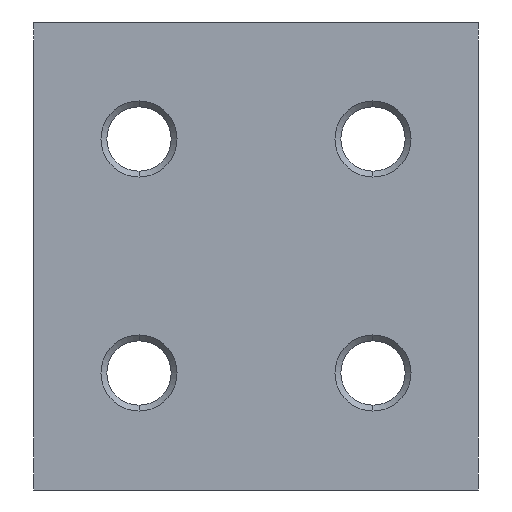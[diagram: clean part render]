
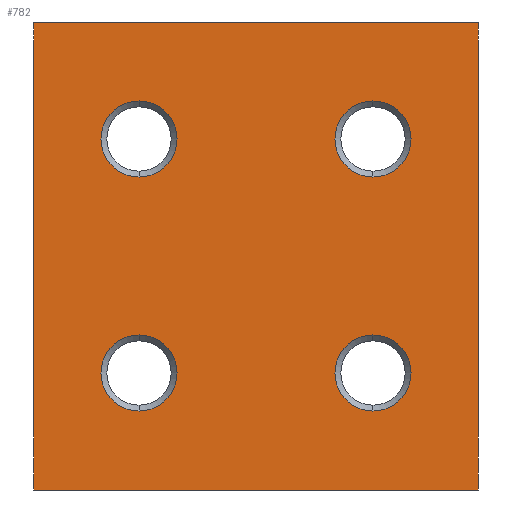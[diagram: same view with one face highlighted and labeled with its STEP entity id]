
A CAD part, front view. The second image highlights one B-rep face of the part: STEP entity #782.
In plain terms, the highlighted planar face has unit normal (0, -1, 0).
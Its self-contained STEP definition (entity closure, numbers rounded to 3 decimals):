
#111 = CARTESIAN_POINT ( 'NONE',  ( 29., 0., 30. ) ) ;
#115 = ORIENTED_EDGE ( 'NONE', *, *, #751, .F. ) ;
#119 = LINE ( 'NONE', #1380, #1537 ) ;
#144 = ORIENTED_EDGE ( 'NONE', *, *, #620, .T. ) ;
#154 = FACE_OUTER_BOUND ( 'NONE', #847, .T. ) ;
#158 = VERTEX_POINT ( 'NONE', #180 ) ;
#180 = CARTESIAN_POINT ( 'NONE',  ( 29., 0., 33.25 ) ) ;
#181 = EDGE_CURVE ( 'NONE', #1527, #409, #1166, .T. ) ;
#205 = DIRECTION ( 'NONE',  ( 0., 0., 1. ) ) ;
#228 = CIRCLE ( 'NONE', #851, 3.25 ) ;
#240 = CARTESIAN_POINT ( 'NONE',  ( 9., 0., 13.25 ) ) ;
#265 = AXIS2_PLACEMENT_3D ( 'NONE', #488, #880, #1293 ) ;
#279 = CARTESIAN_POINT ( 'NONE',  ( 38., 0., 40. ) ) ;
#289 = AXIS2_PLACEMENT_3D ( 'NONE', #1130, #1426, #466 ) ;
#307 = EDGE_CURVE ( 'NONE', #908, #1311, #1134, .T. ) ;
#342 = CARTESIAN_POINT ( 'NONE',  ( 38., 0., 40. ) ) ;
#396 = EDGE_LOOP ( 'NONE', ( #1760, #1318 ) ) ;
#400 = DIRECTION ( 'NONE',  ( 0., 1., 0. ) ) ;
#405 = CIRCLE ( 'NONE', #1619, 3.25 ) ;
#409 = VERTEX_POINT ( 'NONE', #679 ) ;
#410 = CARTESIAN_POINT ( 'NONE',  ( 29., 0., 10. ) ) ;
#437 = AXIS2_PLACEMENT_3D ( 'NONE', #111, #1592, #531 ) ;
#466 = DIRECTION ( 'NONE',  ( 0., 0., 1. ) ) ;
#473 = EDGE_CURVE ( 'NONE', #158, #1303, #1188, .T. ) ;
#488 = CARTESIAN_POINT ( 'NONE',  ( 9., 0., 10. ) ) ;
#531 = DIRECTION ( 'NONE',  ( 0., 0., 1. ) ) ;
#538 = DIRECTION ( 'NONE',  ( 0., 0., -1. ) ) ;
#568 = ORIENTED_EDGE ( 'NONE', *, *, #1731, .T. ) ;
#587 = ORIENTED_EDGE ( 'NONE', *, *, #181, .T. ) ;
#600 = AXIS2_PLACEMENT_3D ( 'NONE', #1351, #627, #635 ) ;
#620 = EDGE_CURVE ( 'NONE', #1303, #158, #1561, .T. ) ;
#627 = DIRECTION ( 'NONE',  ( 0., 1., 0. ) ) ;
#630 = AXIS2_PLACEMENT_3D ( 'NONE', #1104, #706, #1096 ) ;
#635 = DIRECTION ( 'NONE',  ( 0., 0., 1. ) ) ;
#666 = CARTESIAN_POINT ( 'NONE',  ( 38., 0., 0. ) ) ;
#677 = ORIENTED_EDGE ( 'NONE', *, *, #1523, .T. ) ;
#678 = PLANE ( 'NONE',  #769 ) ;
#679 = CARTESIAN_POINT ( 'NONE',  ( 0., 0., 0. ) ) ;
#701 = LINE ( 'NONE', #1262, #1073 ) ;
#706 = DIRECTION ( 'NONE',  ( 0., 1., 0. ) ) ;
#748 = CIRCLE ( 'NONE', #265, 3.25 ) ;
#751 = EDGE_CURVE ( 'NONE', #1259, #1210, #119, .T. ) ;
#757 = VERTEX_POINT ( 'NONE', #1498 ) ;
#769 = AXIS2_PLACEMENT_3D ( 'NONE', #279, #400, #1765 ) ;
#779 = ORIENTED_EDGE ( 'NONE', *, *, #1301, .T. ) ;
#782 = ADVANCED_FACE ( 'NONE', ( #1372, #818, #1113, #1348, #154 ), #678, .F. ) ;
#818 = FACE_BOUND ( 'NONE', #832, .T. ) ;
#827 = LINE ( 'NONE', #666, #1448 ) ;
#832 = EDGE_LOOP ( 'NONE', ( #951, #568 ) ) ;
#847 = EDGE_LOOP ( 'NONE', ( #587, #1371, #115, #779 ) ) ;
#851 = AXIS2_PLACEMENT_3D ( 'NONE', #410, #942, #1490 ) ;
#856 = EDGE_CURVE ( 'NONE', #757, #1037, #228, .T. ) ;
#880 = DIRECTION ( 'NONE',  ( 0., 1., 0. ) ) ;
#908 = VERTEX_POINT ( 'NONE', #1290 ) ;
#942 = DIRECTION ( 'NONE',  ( 0., 1., 0. ) ) ;
#951 = ORIENTED_EDGE ( 'NONE', *, *, #856, .T. ) ;
#968 = CIRCLE ( 'NONE', #1085, 3.25 ) ;
#1003 = DIRECTION ( 'NONE',  ( 0., 1., 0. ) ) ;
#1006 = DIRECTION ( 'NONE',  ( 0., 1., 0. ) ) ;
#1037 = VERTEX_POINT ( 'NONE', #1153 ) ;
#1059 = VERTEX_POINT ( 'NONE', #240 ) ;
#1073 = VECTOR ( 'NONE', #1528, 1000. ) ;
#1085 = AXIS2_PLACEMENT_3D ( 'NONE', #1148, #1006, #205 ) ;
#1096 = DIRECTION ( 'NONE',  ( 0., 0., 1. ) ) ;
#1104 = CARTESIAN_POINT ( 'NONE',  ( 9., 0., 10. ) ) ;
#1113 = FACE_BOUND ( 'NONE', #396, .T. ) ;
#1124 = CARTESIAN_POINT ( 'NONE',  ( 0., 0., 40. ) ) ;
#1130 = CARTESIAN_POINT ( 'NONE',  ( 29., 0., 30. ) ) ;
#1134 = CIRCLE ( 'NONE', #600, 3.25 ) ;
#1135 = CARTESIAN_POINT ( 'NONE',  ( 9., 0., 30. ) ) ;
#1148 = CARTESIAN_POINT ( 'NONE',  ( 29., 0., 10. ) ) ;
#1153 = CARTESIAN_POINT ( 'NONE',  ( 29., 0., 13.25 ) ) ;
#1166 = LINE ( 'NONE', #1484, #1275 ) ;
#1188 = CIRCLE ( 'NONE', #289, 3.25 ) ;
#1195 = CIRCLE ( 'NONE', #630, 3.25 ) ;
#1204 = DIRECTION ( 'NONE',  ( -1., 0., 0. ) ) ;
#1210 = VERTEX_POINT ( 'NONE', #1634 ) ;
#1226 = EDGE_CURVE ( 'NONE', #1210, #409, #827, .T. ) ;
#1239 = DIRECTION ( 'NONE',  ( 0., 0., 1. ) ) ;
#1259 = VERTEX_POINT ( 'NONE', #342 ) ;
#1262 = CARTESIAN_POINT ( 'NONE',  ( 38., 0., 40. ) ) ;
#1268 = ORIENTED_EDGE ( 'NONE', *, *, #473, .T. ) ;
#1275 = VECTOR ( 'NONE', #1740, 1000. ) ;
#1284 = EDGE_CURVE ( 'NONE', #1311, #908, #405, .T. ) ;
#1290 = CARTESIAN_POINT ( 'NONE',  ( 9., 0., 26.75 ) ) ;
#1293 = DIRECTION ( 'NONE',  ( 0., 0., 1. ) ) ;
#1301 = EDGE_CURVE ( 'NONE', #1259, #1527, #701, .T. ) ;
#1303 = VERTEX_POINT ( 'NONE', #1551 ) ;
#1311 = VERTEX_POINT ( 'NONE', #1546 ) ;
#1315 = EDGE_LOOP ( 'NONE', ( #1354, #677 ) ) ;
#1318 = ORIENTED_EDGE ( 'NONE', *, *, #1284, .T. ) ;
#1326 = CARTESIAN_POINT ( 'NONE',  ( 9., 0., 6.75 ) ) ;
#1348 = FACE_BOUND ( 'NONE', #1315, .T. ) ;
#1351 = CARTESIAN_POINT ( 'NONE',  ( 9., 0., 30. ) ) ;
#1354 = ORIENTED_EDGE ( 'NONE', *, *, #1670, .T. ) ;
#1371 = ORIENTED_EDGE ( 'NONE', *, *, #1226, .F. ) ;
#1372 = FACE_BOUND ( 'NONE', #1750, .T. ) ;
#1380 = CARTESIAN_POINT ( 'NONE',  ( 38., 0., 40. ) ) ;
#1403 = VERTEX_POINT ( 'NONE', #1326 ) ;
#1426 = DIRECTION ( 'NONE',  ( 0., 1., 0. ) ) ;
#1448 = VECTOR ( 'NONE', #1204, 1000. ) ;
#1484 = CARTESIAN_POINT ( 'NONE',  ( 0., 0., 40. ) ) ;
#1490 = DIRECTION ( 'NONE',  ( 0., 0., 1. ) ) ;
#1498 = CARTESIAN_POINT ( 'NONE',  ( 29., 0., 6.75 ) ) ;
#1523 = EDGE_CURVE ( 'NONE', #1059, #1403, #1195, .T. ) ;
#1527 = VERTEX_POINT ( 'NONE', #1124 ) ;
#1528 = DIRECTION ( 'NONE',  ( -1., 0., 0. ) ) ;
#1537 = VECTOR ( 'NONE', #538, 1000. ) ;
#1546 = CARTESIAN_POINT ( 'NONE',  ( 9., 0., 33.25 ) ) ;
#1551 = CARTESIAN_POINT ( 'NONE',  ( 29., 0., 26.75 ) ) ;
#1561 = CIRCLE ( 'NONE', #437, 3.25 ) ;
#1592 = DIRECTION ( 'NONE',  ( 0., 1., 0. ) ) ;
#1619 = AXIS2_PLACEMENT_3D ( 'NONE', #1135, #1003, #1239 ) ;
#1634 = CARTESIAN_POINT ( 'NONE',  ( 38., 0., 0. ) ) ;
#1670 = EDGE_CURVE ( 'NONE', #1403, #1059, #748, .T. ) ;
#1731 = EDGE_CURVE ( 'NONE', #1037, #757, #968, .T. ) ;
#1740 = DIRECTION ( 'NONE',  ( 0., 0., -1. ) ) ;
#1750 = EDGE_LOOP ( 'NONE', ( #144, #1268 ) ) ;
#1760 = ORIENTED_EDGE ( 'NONE', *, *, #307, .T. ) ;
#1765 = DIRECTION ( 'NONE',  ( 0., 0., 1. ) ) ;
